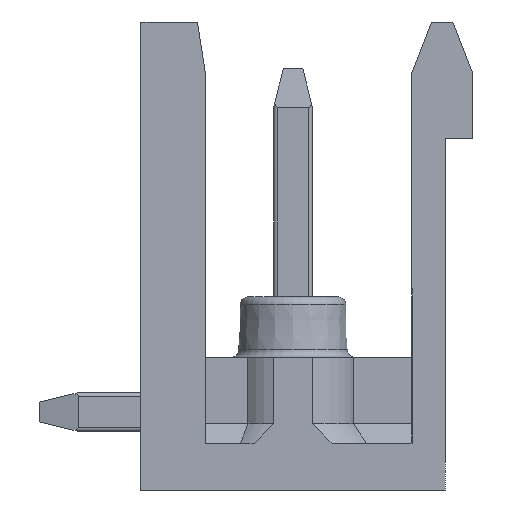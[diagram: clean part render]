
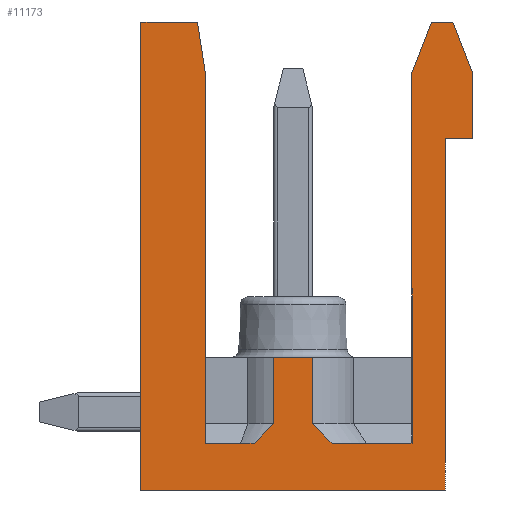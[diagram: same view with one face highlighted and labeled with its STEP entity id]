
A CAD part, left-side view. The second image highlights one B-rep face of the part: STEP entity #11173.
In plain terms, the highlighted planar face has unit normal (-1, 0, 0).
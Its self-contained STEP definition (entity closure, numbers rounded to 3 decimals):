
#1334=ORIENTED_EDGE('',*,*,#4504,.T.);
#1335=ORIENTED_EDGE('',*,*,#4505,.T.);
#1336=ORIENTED_EDGE('',*,*,#4506,.F.);
#1337=ORIENTED_EDGE('',*,*,#4507,.T.);
#1338=ORIENTED_EDGE('',*,*,#3843,.T.);
#1339=ORIENTED_EDGE('',*,*,#4508,.F.);
#1340=ORIENTED_EDGE('',*,*,#4509,.T.);
#1341=ORIENTED_EDGE('',*,*,#4510,.F.);
#1342=ORIENTED_EDGE('',*,*,#4476,.T.);
#1343=ORIENTED_EDGE('',*,*,#4470,.F.);
#1344=ORIENTED_EDGE('',*,*,#4473,.T.);
#1345=ORIENTED_EDGE('',*,*,#4511,.F.);
#1346=ORIENTED_EDGE('',*,*,#4512,.F.);
#1347=ORIENTED_EDGE('',*,*,#4513,.T.);
#1348=ORIENTED_EDGE('',*,*,#4514,.T.);
#1349=ORIENTED_EDGE('',*,*,#4001,.T.);
#1350=ORIENTED_EDGE('',*,*,#4515,.F.);
#1351=ORIENTED_EDGE('',*,*,#4516,.T.);
#1352=ORIENTED_EDGE('',*,*,#4517,.F.);
#3843=EDGE_CURVE('',#5487,#5486,#6542,.T.);
#4001=EDGE_CURVE('',#5641,#5640,#6659,.T.);
#4470=EDGE_CURVE('',#6010,#6007,#7091,.T.);
#4473=EDGE_CURVE('',#6010,#6012,#7094,.F.);
#4476=EDGE_CURVE('',#6014,#6007,#7097,.F.);
#4504=EDGE_CURVE('',#6033,#6034,#7125,.T.);
#4505=EDGE_CURVE('',#6034,#6035,#7126,.F.);
#4506=EDGE_CURVE('',#6036,#6035,#7127,.T.);
#4507=EDGE_CURVE('',#6036,#5487,#7128,.T.);
#4508=EDGE_CURVE('',#6037,#5486,#7129,.T.);
#4509=EDGE_CURVE('',#6037,#6038,#7130,.T.);
#4510=EDGE_CURVE('',#6014,#6038,#7131,.T.);
#4511=EDGE_CURVE('',#6039,#6012,#7132,.T.);
#4512=EDGE_CURVE('',#6040,#6039,#7133,.T.);
#4513=EDGE_CURVE('',#6040,#6041,#7134,.F.);
#4514=EDGE_CURVE('',#6041,#5641,#7135,.T.);
#4515=EDGE_CURVE('',#6042,#5640,#7136,.T.);
#4516=EDGE_CURVE('',#6042,#6043,#7137,.F.);
#4517=EDGE_CURVE('',#6033,#6043,#7138,.T.);
#5486=VERTEX_POINT('',#15713);
#5487=VERTEX_POINT('',#15715);
#5640=VERTEX_POINT('',#16033);
#5641=VERTEX_POINT('',#16035);
#6007=VERTEX_POINT('',#17010);
#6010=VERTEX_POINT('',#17015);
#6012=VERTEX_POINT('',#17021);
#6014=VERTEX_POINT('',#17026);
#6033=VERTEX_POINT('',#17081);
#6034=VERTEX_POINT('',#17082);
#6035=VERTEX_POINT('',#17084);
#6036=VERTEX_POINT('',#17086);
#6037=VERTEX_POINT('',#17089);
#6038=VERTEX_POINT('',#17091);
#6039=VERTEX_POINT('',#17094);
#6040=VERTEX_POINT('',#17096);
#6041=VERTEX_POINT('',#17098);
#6042=VERTEX_POINT('',#17101);
#6043=VERTEX_POINT('',#17103);
#6542=LINE('',#15714,#7853);
#6659=LINE('',#16034,#7970);
#7091=LINE('',#17016,#8402);
#7094=LINE('',#17022,#8405);
#7097=LINE('',#17028,#8408);
#7125=LINE('',#17080,#8436);
#7126=LINE('',#17083,#8437);
#7127=LINE('',#17085,#8438);
#7128=LINE('',#17087,#8439);
#7129=LINE('',#17088,#8440);
#7130=LINE('',#17090,#8441);
#7131=LINE('',#17092,#8442);
#7132=LINE('',#17093,#8443);
#7133=LINE('',#17095,#8444);
#7134=LINE('',#17097,#8445);
#7135=LINE('',#17099,#8446);
#7136=LINE('',#17100,#8447);
#7137=LINE('',#17102,#8448);
#7138=LINE('',#17104,#8449);
#7853=VECTOR('',#12629,1000.);
#7970=VECTOR('',#12844,1000.);
#8402=VECTOR('',#13492,1000.);
#8405=VECTOR('',#13497,1000.);
#8408=VECTOR('',#13502,1000.);
#8436=VECTOR('',#13542,1000.);
#8437=VECTOR('',#13543,1000.);
#8438=VECTOR('',#13544,1000.);
#8439=VECTOR('',#13545,1000.);
#8440=VECTOR('',#13546,1000.);
#8441=VECTOR('',#13547,1000.);
#8442=VECTOR('',#13548,1000.);
#8443=VECTOR('',#13549,1000.);
#8444=VECTOR('',#13550,1000.);
#8445=VECTOR('',#13551,1000.);
#8446=VECTOR('',#13552,1000.);
#8447=VECTOR('',#13553,1000.);
#8448=VECTOR('',#13554,1000.);
#8449=VECTOR('',#13555,1000.);
#9274=EDGE_LOOP('',(#1334,#1335,#1336,#1337,#1338,#1339,#1340,#1341,#1342,
#1343,#1344,#1345,#1346,#1347,#1348,#1349,#1350,#1351,#1352));
#9985=FACE_BOUND('',#9274,.T.);
#10686=PLANE('',#11901);
#11173=ADVANCED_FACE('',(#9985),#10686,.T.);
#11901=AXIS2_PLACEMENT_3D('',#17079,#13540,#13541);
#12629=DIRECTION('',(0.,-1.,0.));
#12844=DIRECTION('',(0.,1.,0.));
#13492=DIRECTION('',(0.,-1.,0.));
#13497=DIRECTION('',(0.,-0.359,0.933));
#13502=DIRECTION('',(0.,-0.359,-0.933));
#13540=DIRECTION('',(-1.,0.,0.));
#13541=DIRECTION('',(0.,0.,1.));
#13542=DIRECTION('',(0.,0.,1.));
#13543=DIRECTION('',(0.,-0.152,-0.988));
#13544=DIRECTION('',(0.,-1.,0.));
#13545=DIRECTION('',(0.,0.,-1.));
#13546=DIRECTION('',(0.,0.,-1.));
#13547=DIRECTION('',(0.,-1.,0.));
#13548=DIRECTION('',(0.,0.,-1.));
#13549=DIRECTION('',(0.,0.,1.));
#13550=DIRECTION('',(0.,-1.,0.));
#13551=DIRECTION('',(0.,-0.707,-0.707));
#13552=DIRECTION('',(0.,0.,1.));
#13553=DIRECTION('',(0.,0.,1.));
#13554=DIRECTION('',(0.,-0.707,0.707));
#13555=DIRECTION('',(0.,-1.,0.));
#15713=CARTESIAN_POINT('',(-25.4,0.7,-6.));
#15714=CARTESIAN_POINT('',(-25.4,8.5,-6.));
#15715=CARTESIAN_POINT('',(-25.4,8.5,-6.));
#16033=CARTESIAN_POINT('',(-25.4,5.1,-2.6));
#16034=CARTESIAN_POINT('',(-25.4,1.55,-2.6));
#16035=CARTESIAN_POINT('',(-25.4,4.1,-2.6));
#17010=CARTESIAN_POINT('',(-25.4,0.5,6.));
#17015=CARTESIAN_POINT('',(-25.4,1.05,6.));
#17016=CARTESIAN_POINT('',(-25.4,8.5,6.));
#17021=CARTESIAN_POINT('',(-25.4,1.55,4.7));
#17022=CARTESIAN_POINT('',(-25.4,2.01,3.504));
#17026=CARTESIAN_POINT('',(-25.4,0.,4.7));
#17028=CARTESIAN_POINT('',(-25.4,1.531,8.68));
#17079=CARTESIAN_POINT('',(-25.4,8.5,6.));
#17080=CARTESIAN_POINT('',(-25.4,6.85,-2.6));
#17081=CARTESIAN_POINT('',(-25.4,6.85,-4.8));
#17082=CARTESIAN_POINT('',(-25.4,6.85,4.7));
#17083=CARTESIAN_POINT('',(-25.4,7.084,6.218));
#17084=CARTESIAN_POINT('',(-25.4,7.05,6.));
#17085=CARTESIAN_POINT('',(-25.4,8.5,6.));
#17086=CARTESIAN_POINT('',(-25.4,8.5,6.));
#17087=CARTESIAN_POINT('',(-25.4,8.5,6.));
#17088=CARTESIAN_POINT('',(-25.4,0.7,3.));
#17089=CARTESIAN_POINT('',(-25.4,0.7,3.));
#17090=CARTESIAN_POINT('',(-25.4,0.7,3.));
#17091=CARTESIAN_POINT('',(-25.4,0.,3.));
#17092=CARTESIAN_POINT('',(-25.4,0.,6.));
#17093=CARTESIAN_POINT('',(-25.4,1.55,-2.6));
#17094=CARTESIAN_POINT('',(-25.4,1.55,-4.8));
#17095=CARTESIAN_POINT('',(-25.4,4.1,-4.8));
#17096=CARTESIAN_POINT('',(-25.4,3.6,-4.8));
#17097=CARTESIAN_POINT('',(-25.4,3.6,-4.8));
#17098=CARTESIAN_POINT('',(-25.4,4.1,-4.3));
#17099=CARTESIAN_POINT('',(-25.4,4.1,-4.8));
#17100=CARTESIAN_POINT('',(-25.4,5.1,-4.8));
#17101=CARTESIAN_POINT('',(-25.4,5.1,-4.3));
#17102=CARTESIAN_POINT('',(-25.4,5.6,-4.8));
#17103=CARTESIAN_POINT('',(-25.4,5.6,-4.8));
#17104=CARTESIAN_POINT('',(-25.4,6.85,-4.8));
